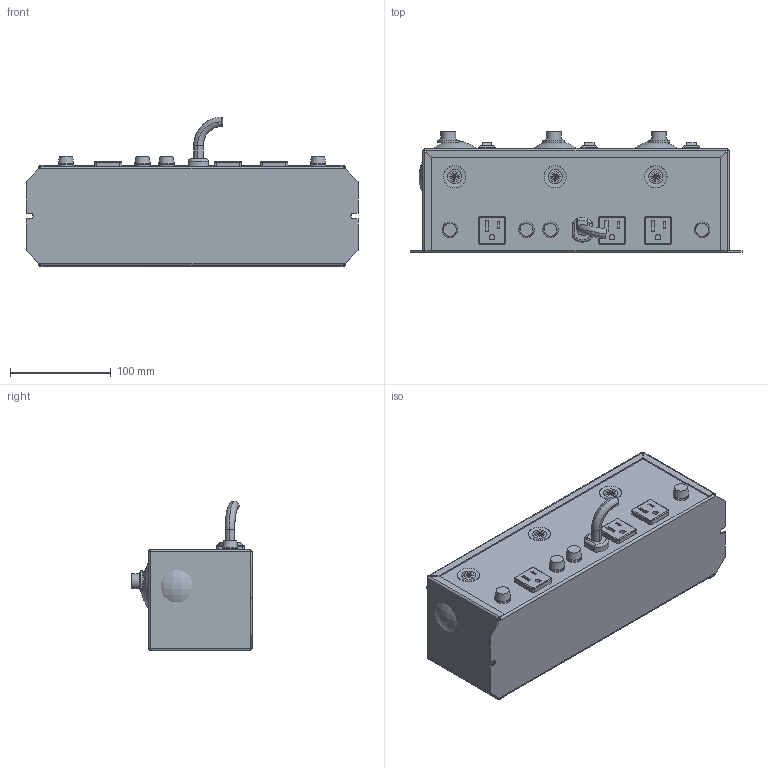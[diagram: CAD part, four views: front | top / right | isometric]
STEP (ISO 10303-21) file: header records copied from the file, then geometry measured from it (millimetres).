
FILE_DESCRIPTION (( 'STEP AP214' ), '1' );
FILE_NAME ('pn 121-000-8220_model FC-90-3 Plus_120V.STEP', '2026-02-11T21:38:36', ( '' ), ( '' ), 'SwSTEP 2.0', 'SolidWorks 2022', '' );
FILE_SCHEMA (( 'AUTOMOTIVE_DESIGN' ));
Length unit declared in the file: inch
Products named in the file (12): KNOCKOUT-.880_DEFAULT; CONTROL KNOB_DEFAULT; FC-TRIPLE-120V-ENCLOSURE-BLANK; pn 121-000-8220_model FC-90-3 Plus_120V; CORD_DEFAULT; FC-TRIPLE-120V-ENCLOSURE-TOP_DEFAULT; 112-000-0057-3D_DEFAULT; FC-TRIPLE-120V-ENCLOSURE-BOTTOM_DEFAULT; 102-000-0197_DEFAULT; 106-000-0022-FUSE-3D; OUTLET_DEFAULT; SWITCH_120V_DEFAULT
Assembly tree (22 placements, depth 3):
  pn 121-000-8220_model FC-90-3 Plus_120V
    FC-TRIPLE-120V-ENCLOSURE-BLANK
      FC-TRIPLE-120V-ENCLOSURE-BOTTOM_DEFAULT
      FC-TRIPLE-120V-ENCLOSURE-TOP_DEFAULT
    102-000-0197_DEFAULT
    106-000-0022-FUSE-3D  x4
    112-000-0057-3D_DEFAULT
    CORD_DEFAULT
    OUTLET_DEFAULT  x3
    KNOCKOUT-.880_DEFAULT  x3
    CONTROL KNOB_DEFAULT  x3
    SWITCH_120V_DEFAULT  x3
Bounding box: 330.2 x 119.95 x 149.01 mm (x, y, z)
Volume: 811717.2 mm3; surface area: 385302.2 mm2
Topology: 25 solids, 25 shells, 1323 faces, 3316 edges, 2175 vertices
Faces by surface type: plane 800, bspline 364, cylinder 115, torus 34, cone 10
Full cylindrical faces by diameter (mm): 9.525 x3, 10.922 x3, 12.7 x4, 14.732 x3, 15.494 x4, 17.399 x3, 21.463 x3, 22.377 x3
Entity records: 55412 total; most frequent: CARTESIAN_POINT 28850, ORIENTED_EDGE 5866, DIRECTION 3940, EDGE_CURVE 2933, VECTOR 1982, LINE 1982, VERTEX_POINT 1943, EDGE_LOOP 1262
